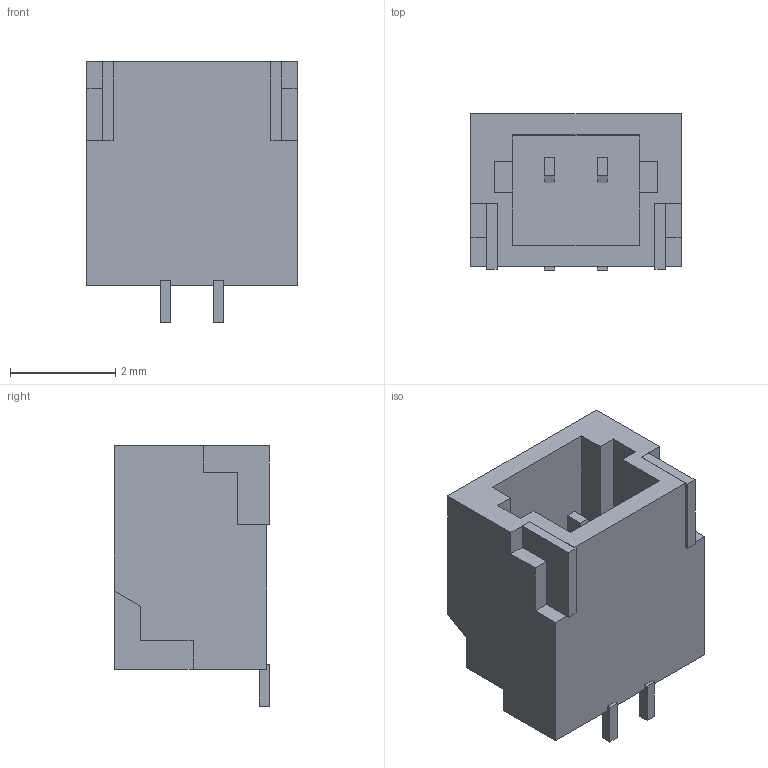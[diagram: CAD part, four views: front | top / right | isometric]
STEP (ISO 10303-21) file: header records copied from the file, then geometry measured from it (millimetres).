
FILE_DESCRIPTION (( 'STEP AP214' ), '1' );
FILE_NAME ('SM02B-SRSS-TB (LF)(SN).STEP', '2023-10-26T07:23:10', ( '' ), ( '' ), 'SwSTEP 2.0', 'SolidWorks 2022', '' );
FILE_SCHEMA (( 'AUTOMOTIVE_DESIGN' ));
Length unit declared in the file: millimetre
Products named in the file (1): SM02B-SRSS-TB (LF)(SN)
Bounding box: 4 x 2.96 x 4.95 mm (x, y, z)
Volume: 31.6 mm3; surface area: 129.7 mm2
Topology: 3 solids, 3 shells, 75 faces, 198 edges, 132 vertices
Faces by surface type: plane 75
Entity records: 2566 total; most frequent: CARTESIAN_POINT 406, ORIENTED_EDGE 396, DIRECTION 350, LINE 198, VECTOR 198, EDGE_CURVE 198, VERTEX_POINT 132, EDGE_LOOP 78
